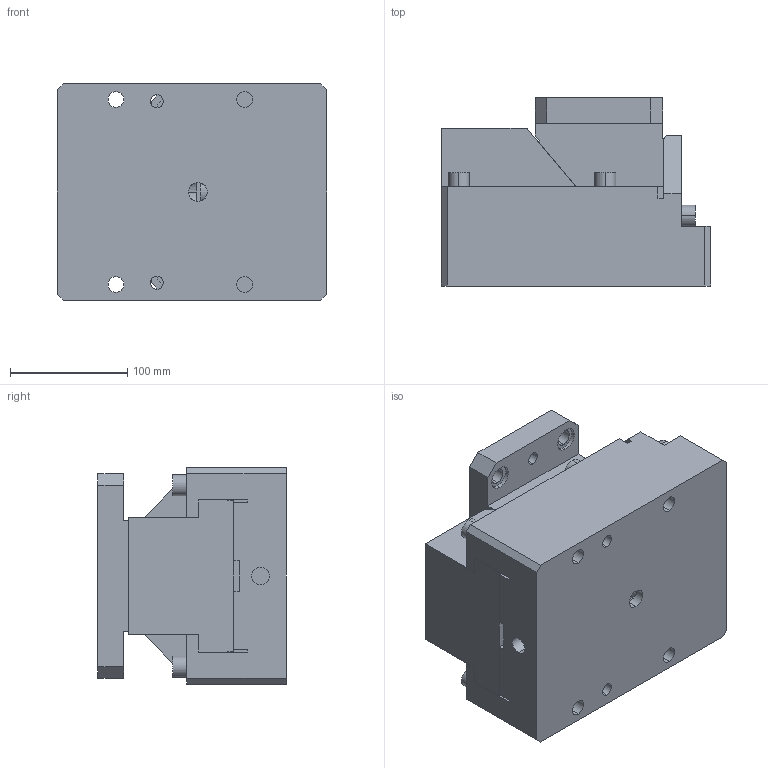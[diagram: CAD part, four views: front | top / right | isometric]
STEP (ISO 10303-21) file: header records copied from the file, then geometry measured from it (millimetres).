
FILE_DESCRIPTION(('CATIA V5 STEP Exchange'),'2;1');
FILE_NAME('CDCV_F_100_00_60.stp','2016-11-29T08:15:06+00:00',('none'),('none'),'CATIA Version 5 Release 20 GA (IN-10)','CATIA V5 STEP AP203','none');
FILE_SCHEMA(('CONFIG_CONTROL_DESIGN'));
Length unit declared in the file: millimetre
Products named in the file (1): CDCV_F_100_00_60
Bounding box: 230 x 161.01 x 185 mm (x, y, z)
Volume: 4350130 mm3; surface area: 407941.6 mm2
Topology: 3 solids, 3 shells, 204 faces, 660 edges, 472 vertices
Faces by surface type: plane 130, cylinder 70, cone 4
Entity records: 7593 total; most frequent: CARTESIAN_POINT 1697, ORIENTED_EDGE 1320, DIRECTION 1017, EDGE_CURVE 660, VERTEX_POINT 473, AXIS2_PLACEMENT_3D 427, VECTOR 398, LINE 398
